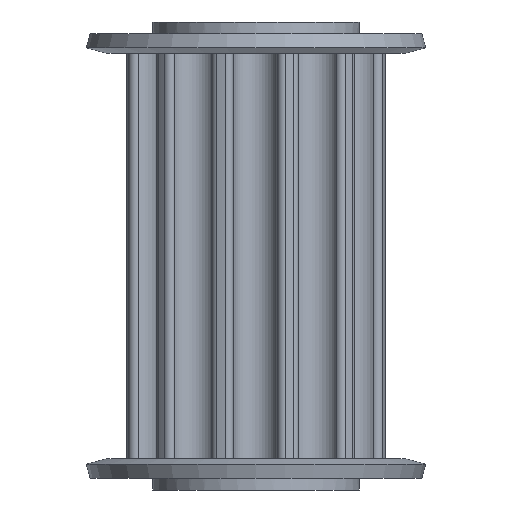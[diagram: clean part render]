
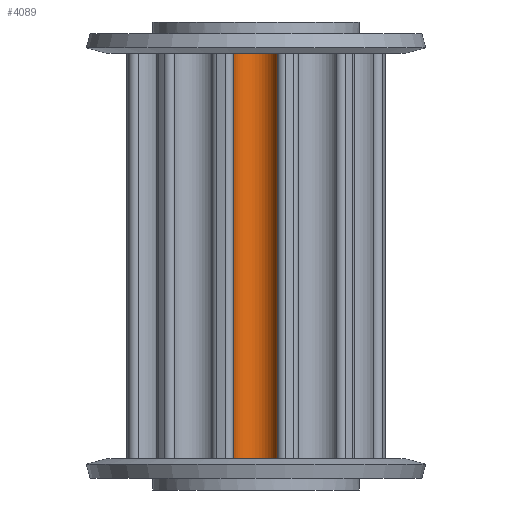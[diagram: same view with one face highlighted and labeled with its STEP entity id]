
A CAD part, front view. The second image highlights one B-rep face of the part: STEP entity #4089.
In plain terms, the highlighted cylindrical face has radius 1.499 mm (diameter 2.997 mm), a partial arc.
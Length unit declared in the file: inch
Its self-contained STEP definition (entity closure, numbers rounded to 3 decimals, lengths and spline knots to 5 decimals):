
#622 = ORIENTED_EDGE ( 'NONE', *, *, #11552, .T. ) ;
#761 = CARTESIAN_POINT ( 'NONE',  ( -0.02765, -0.2742, -0.5415 ) ) ;
#963 = AXIS2_PLACEMENT_3D ( 'NONE', #5375, #1098, #5674 ) ;
#1098 = DIRECTION ( 'NONE',  ( 0., 0., -1. ) ) ;
#1289 = DIRECTION ( 'NONE',  ( 0., 0., -1. ) ) ;
#1315 = CARTESIAN_POINT ( 'NONE',  ( -0.002, -0.32733, 0.5415 ) ) ;
#1406 = EDGE_LOOP ( 'NONE', ( #10669, #10997, #6357, #5636, #622, #2042, #2618, #4713 ) ) ;
#1779 = CARTESIAN_POINT ( 'NONE',  ( -0.002, -0.32733, -0.5415 ) ) ;
#2042 = ORIENTED_EDGE ( 'NONE', *, *, #9448, .T. ) ;
#2390 = VERTEX_POINT ( 'NONE', #761 ) ;
#2391 = CIRCLE ( 'NONE', #5516, 0.059 ) ;
#2618 = ORIENTED_EDGE ( 'NONE', *, *, #13411, .T. ) ;
#2693 = CARTESIAN_POINT ( 'NONE',  ( 0.057, -0.32733, 0.5415 ) ) ;
#2720 = AXIS2_PLACEMENT_3D ( 'NONE', #6784, #4591, #14820 ) ;
#2871 = AXIS2_PLACEMENT_3D ( 'NONE', #11406, #11334, #12523 ) ;
#2917 = DIRECTION ( 'NONE',  ( 1., 0., 0. ) ) ;
#3394 = CARTESIAN_POINT ( 'NONE',  ( -0.061, -0.32733, 0.5415 ) ) ;
#3681 = CIRCLE ( 'NONE', #2720, 0.059 ) ;
#3704 = DIRECTION ( 'NONE',  ( 0., 0., -1. ) ) ;
#4089 = ADVANCED_FACE ( 'NONE', ( #8466 ), #11929, .F. ) ;
#4247 = EDGE_CURVE ( 'NONE', #6550, #7930, #7442, .T. ) ;
#4591 = DIRECTION ( 'NONE',  ( 0., 0., -1. ) ) ;
#4611 = LINE ( 'NONE', #9219, #7425 ) ;
#4713 = ORIENTED_EDGE ( 'NONE', *, *, #6019, .T. ) ;
#5103 = EDGE_CURVE ( 'NONE', #14430, #5575, #7451, .T. ) ;
#5108 = DIRECTION ( 'NONE',  ( 0., 0., -1. ) ) ;
#5321 = DIRECTION ( 'NONE',  ( 0., 0., -1. ) ) ;
#5375 = CARTESIAN_POINT ( 'NONE',  ( -0.002, -0.32733, 0.5415 ) ) ;
#5516 = AXIS2_PLACEMENT_3D ( 'NONE', #1779, #9678, #6510 ) ;
#5575 = VERTEX_POINT ( 'NONE', #2693 ) ;
#5636 = ORIENTED_EDGE ( 'NONE', *, *, #4247, .F. ) ;
#5674 = DIRECTION ( 'NONE',  ( 1., 0., 0. ) ) ;
#5688 = VERTEX_POINT ( 'NONE', #7436 ) ;
#5753 = AXIS2_PLACEMENT_3D ( 'NONE', #1315, #3704, #14084 ) ;
#6019 = EDGE_CURVE ( 'NONE', #8198, #5688, #2391, .T. ) ;
#6119 = EDGE_CURVE ( 'NONE', #5575, #5688, #4611, .T. ) ;
#6357 = ORIENTED_EDGE ( 'NONE', *, *, #14670, .F. ) ;
#6379 = AXIS2_PLACEMENT_3D ( 'NONE', #9021, #5321, #2917 ) ;
#6510 = DIRECTION ( 'NONE',  ( 1., 0., 0. ) ) ;
#6550 = VERTEX_POINT ( 'NONE', #7005 ) ;
#6784 = CARTESIAN_POINT ( 'NONE',  ( -0.002, -0.32733, -0.5415 ) ) ;
#7005 = CARTESIAN_POINT ( 'NONE',  ( -0.061, -0.32733, 0.5415 ) ) ;
#7347 = AXIS2_PLACEMENT_3D ( 'NONE', #9488, #5108, #9709 ) ;
#7425 = VECTOR ( 'NONE', #13790, 39.37008 ) ;
#7436 = CARTESIAN_POINT ( 'NONE',  ( 0.057, -0.32733, -0.5415 ) ) ;
#7442 = CIRCLE ( 'NONE', #963, 0.059 ) ;
#7451 = CIRCLE ( 'NONE', #5753, 0.059 ) ;
#7930 = VERTEX_POINT ( 'NONE', #8785 ) ;
#8198 = VERTEX_POINT ( 'NONE', #11020 ) ;
#8466 = FACE_OUTER_BOUND ( 'NONE', #1406, .T. ) ;
#8785 = CARTESIAN_POINT ( 'NONE',  ( -0.02765, -0.2742, 0.5415 ) ) ;
#9021 = CARTESIAN_POINT ( 'NONE',  ( -0.002, -0.32733, 0.5415 ) ) ;
#9055 = CARTESIAN_POINT ( 'NONE',  ( -0.061, -0.32733, -0.5415 ) ) ;
#9219 = CARTESIAN_POINT ( 'NONE',  ( 0.057, -0.32733, 0.5415 ) ) ;
#9266 = LINE ( 'NONE', #3394, #14276 ) ;
#9448 = EDGE_CURVE ( 'NONE', #13336, #2390, #3681, .T. ) ;
#9488 = CARTESIAN_POINT ( 'NONE',  ( -0.002, -0.32733, -0.5415 ) ) ;
#9678 = DIRECTION ( 'NONE',  ( 0., 0., -1. ) ) ;
#9709 = DIRECTION ( 'NONE',  ( 1., 0., 0. ) ) ;
#9753 = CIRCLE ( 'NONE', #6379, 0.059 ) ;
#9868 = CARTESIAN_POINT ( 'NONE',  ( 0.0243, -0.27452, 0.5415 ) ) ;
#10669 = ORIENTED_EDGE ( 'NONE', *, *, #6119, .F. ) ;
#10997 = ORIENTED_EDGE ( 'NONE', *, *, #5103, .F. ) ;
#11020 = CARTESIAN_POINT ( 'NONE',  ( 0.0243, -0.27452, -0.5415 ) ) ;
#11334 = DIRECTION ( 'NONE',  ( 0., 0., -1. ) ) ;
#11406 = CARTESIAN_POINT ( 'NONE',  ( -0.002, -0.32733, 0.5415 ) ) ;
#11552 = EDGE_CURVE ( 'NONE', #6550, #13336, #9266, .T. ) ;
#11929 = CYLINDRICAL_SURFACE ( 'NONE', #2871, 0.059 ) ;
#12523 = DIRECTION ( 'NONE',  ( -1., 0., 0. ) ) ;
#13336 = VERTEX_POINT ( 'NONE', #9055 ) ;
#13411 = EDGE_CURVE ( 'NONE', #2390, #8198, #13828, .T. ) ;
#13790 = DIRECTION ( 'NONE',  ( 0., 0., -1. ) ) ;
#13828 = CIRCLE ( 'NONE', #7347, 0.059 ) ;
#14084 = DIRECTION ( 'NONE',  ( 1., 0., 0. ) ) ;
#14276 = VECTOR ( 'NONE', #1289, 39.37008 ) ;
#14430 = VERTEX_POINT ( 'NONE', #9868 ) ;
#14670 = EDGE_CURVE ( 'NONE', #7930, #14430, #9753, .T. ) ;
#14820 = DIRECTION ( 'NONE',  ( 1., 0., 0. ) ) ;
